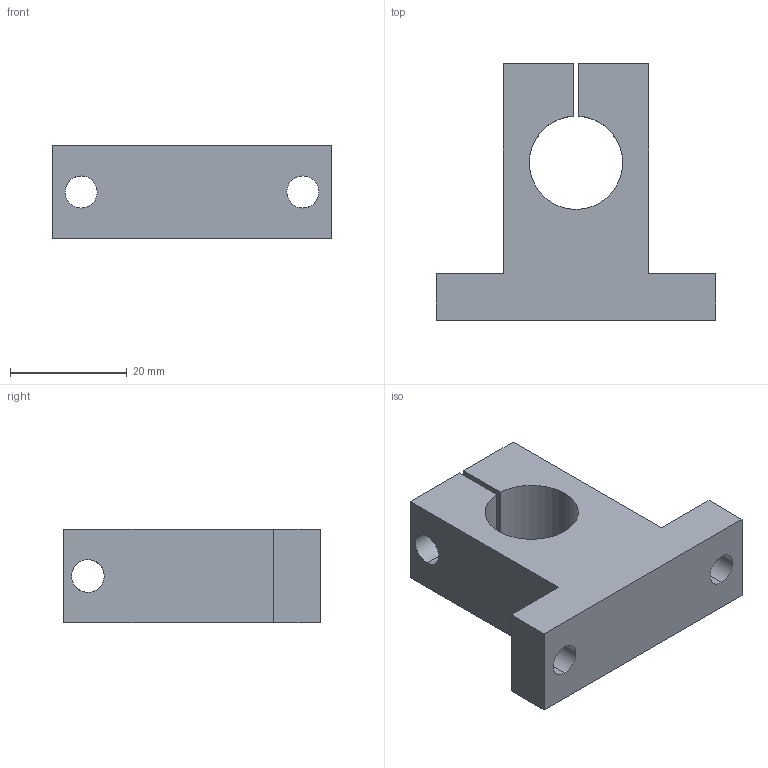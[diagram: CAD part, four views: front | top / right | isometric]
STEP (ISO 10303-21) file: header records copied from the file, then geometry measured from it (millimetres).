
FILE_DESCRIPTION (( 'STEP AP203' ), '1' );
FILE_NAME ('SK16.STEP', '2024-11-04T16:25:18', ( '' ), ( '' ), 'SwSTEP 2.0', 'SolidWorks 2021', '' );
FILE_SCHEMA (( 'CONFIG_CONTROL_DESIGN' ));
Length unit declared in the file: millimetre
Products named in the file (1): SK16
Bounding box: 48 x 44 x 16 mm (x, y, z)
Volume: 16214.3 mm3; surface area: 6660.8 mm2
Topology: 1 solids, 1 shells, 24 faces, 66 edges, 44 vertices
Faces by surface type: plane 13, cylinder 11
Entity records: 1005 total; most frequent: CARTESIAN_POINT 305, ORIENTED_EDGE 132, DIRECTION 118, EDGE_CURVE 66, VERTEX_POINT 44, LINE 44, VECTOR 44, AXIS2_PLACEMENT_3D 37
